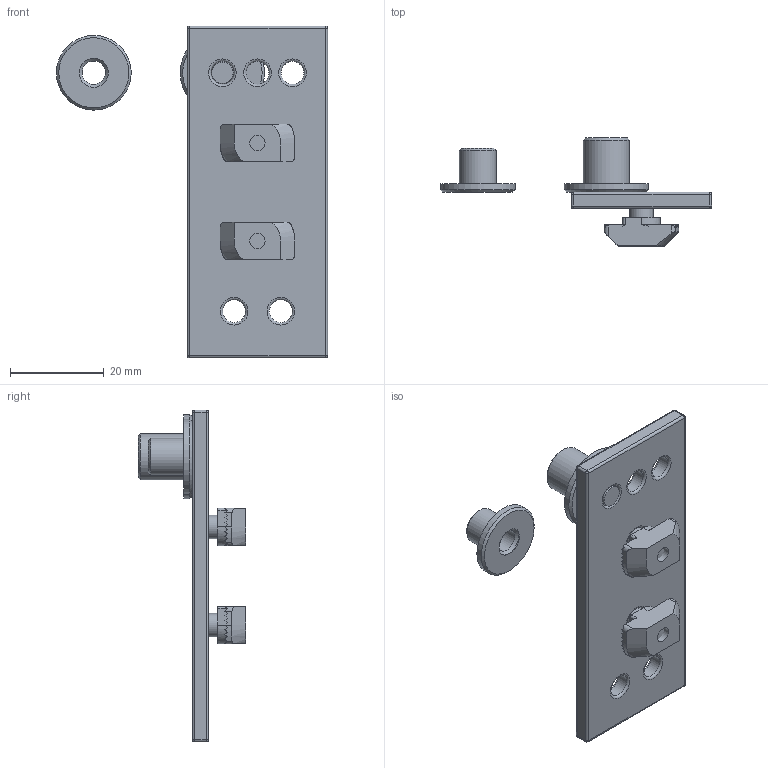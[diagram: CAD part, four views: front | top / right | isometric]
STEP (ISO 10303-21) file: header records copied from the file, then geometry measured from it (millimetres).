
FILE_DESCRIPTION(('FreeCAD Model'),'2;1');
FILE_NAME('Open CASCADE Shape Model','2024-03-19T16:41:58',(''),(''), 'Open CASCADE STEP processor 7.6','FreeCAD','Unknown');
FILE_SCHEMA(('AUTOMOTIVE_DESIGN { 1 0 10303 214 1 1 1 1 }'));
Length unit declared in the file: millimetre
Products named in the file (7): STB10-EPP; 093FDE30N0810_fde; 093FDE30N0810_pin; 093FDE30N0810_gb10; 093FDE30N0810_m5x10; 093FDE30N0810_hn; 093FDE30N0810_gb8
Assembly tree (8 placements, depth 2):
  STB10-EPP
    093FDE30N0810_fde
    093FDE30N0810_pin
    093FDE30N0810_gb10
    093FDE30N0810_m5x10  x2
    093FDE30N0810_hn  x2
    093FDE30N0810_gb8
Bounding box: 58 x 23.1 x 71 mm (x, y, z)
Volume: 10066.8 mm3; surface area: 8621.9 mm2
Topology: 8 solids, 8 shells, 218 faces, 528 edges, 320 vertices
Faces by surface type: plane 122, cylinder 54, cone 16, torus 14, sphere 8, bspline 4
Full cylindrical faces by diameter (mm): 3.242 x2, 4.9 x5, 5 x5, 5.3 x2, 6.2 x2, 7.9 x1, 9.64 x2, 9.9 x1, 16 x1, 18 x1
Entity records: 10041 total; most frequent: CARTESIAN_POINT 2716, DIRECTION 1302, ORIENTED_EDGE 660, PCURVE 660, DEFINITIONAL_REPRESENTATION 660, LINE 640, VECTOR 640, EDGE_CURVE 330
